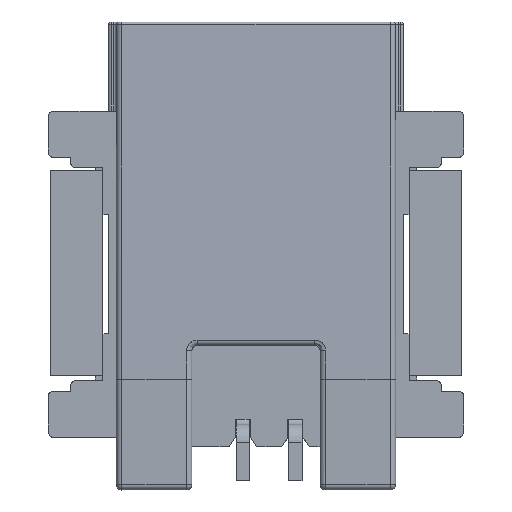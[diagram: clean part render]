
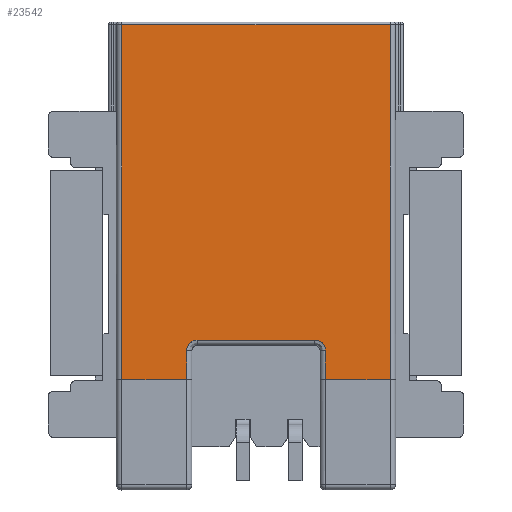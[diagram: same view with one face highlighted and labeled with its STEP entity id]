
A CAD part, front view. The second image highlights one B-rep face of the part: STEP entity #23542.
In plain terms, the highlighted planar face has unit normal (0, -1, 0.004).
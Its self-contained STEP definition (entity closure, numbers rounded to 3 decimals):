
#1892=DIRECTION('',(1.,0.,0.));
#1893=VECTOR('',#1892,10.22);
#1894=CARTESIAN_POINT('',(-5.11,-0.862,
-0.1));
#1895=LINE('',#1894,#1893);
#2579=DIRECTION('',(0.,-0.004,-1.));
#2580=VECTOR('',#2579,13.501);
#2581=CARTESIAN_POINT('',(5.11,-0.862,
-0.1));
#2582=LINE('',#2581,#2580);
#6277=DIRECTION('',(0.,0.004,1.));
#6278=VECTOR('',#6277,13.501);
#6279=CARTESIAN_POINT('',(-5.11,-0.921,
-13.6));
#6280=LINE('',#6279,#6278);
#6294=DIRECTION('',(1.,0.,0.));
#6295=VECTOR('',#6294,2.47);
#6296=CARTESIAN_POINT('',(2.64,-0.921,
-13.6));
#6297=LINE('',#6296,#6295);
#6298=DIRECTION('',(1.,0.,0.));
#6299=VECTOR('',#6298,2.47);
#6300=CARTESIAN_POINT('',(-5.11,-0.921,
-13.6));
#6301=LINE('',#6300,#6299);
#6337=DIRECTION('',(0.,0.004,1.));
#6338=VECTOR('',#6337,1.101);
#6339=CARTESIAN_POINT('',(2.64,-0.921,
-13.6));
#6340=LINE('',#6339,#6338);
#6350=CARTESIAN_POINT('',(2.64,-0.916,
-12.499));
#6351=CARTESIAN_POINT('',(2.64,-0.916,
-12.456));
#6352=CARTESIAN_POINT('',(2.627,-0.916,
-12.374));
#6353=CARTESIAN_POINT('',(2.569,-0.915,
-12.26));
#6354=CARTESIAN_POINT('',(2.479,-0.915,
-12.17));
#6355=CARTESIAN_POINT('',(2.365,-0.914,
-12.112));
#6356=CARTESIAN_POINT('',(2.283,-0.914,
-12.099));
#6357=CARTESIAN_POINT('',(2.24,-0.914,
-12.099));
#6364=DIRECTION('',(-1.,0.,0.));
#6365=VECTOR('',#6364,4.48);
#6366=CARTESIAN_POINT('',(2.24,-0.914,
-12.099));
#6367=LINE('',#6366,#6365);
#6377=CARTESIAN_POINT('',(-2.24,-0.914,
-12.099));
#6378=CARTESIAN_POINT('',(-2.283,-0.914,
-12.099));
#6379=CARTESIAN_POINT('',(-2.365,-0.914,
-12.112));
#6380=CARTESIAN_POINT('',(-2.479,-0.915,
-12.17));
#6381=CARTESIAN_POINT('',(-2.569,-0.915,
-12.26));
#6382=CARTESIAN_POINT('',(-2.627,-0.916,
-12.374));
#6383=CARTESIAN_POINT('',(-2.64,-0.916,
-12.456));
#6384=CARTESIAN_POINT('',(-2.64,-0.916,
-12.499));
#6399=DIRECTION('',(0.,-0.004,-1.));
#6400=VECTOR('',#6399,1.101);
#6401=CARTESIAN_POINT('',(-2.64,-0.916,
-12.499));
#6402=LINE('',#6401,#6400);
#10242=CARTESIAN_POINT('',(5.11,-0.921,
-13.6));
#10243=VERTEX_POINT('',#10242);
#10244=CARTESIAN_POINT('',(2.64,-0.921,
-13.6));
#10245=VERTEX_POINT('',#10244);
#10250=CARTESIAN_POINT('',(-2.64,-0.921,
-13.6));
#10251=VERTEX_POINT('',#10250);
#10252=CARTESIAN_POINT('',(-5.11,-0.921,
-13.6));
#10253=VERTEX_POINT('',#10252);
#10345=CARTESIAN_POINT('',(5.11,-0.862,
-0.1));
#10346=VERTEX_POINT('',#10345);
#10347=CARTESIAN_POINT('',(-5.11,-0.862,
-0.1));
#10348=VERTEX_POINT('',#10347);
#10349=CARTESIAN_POINT('',(-2.64,-0.916,
-12.499));
#10350=VERTEX_POINT('',#10349);
#10351=VERTEX_POINT('',#6377);
#10352=CARTESIAN_POINT('',(2.24,-0.914,
-12.099));
#10353=VERTEX_POINT('',#10352);
#10354=VERTEX_POINT('',#6350);
#23518=CARTESIAN_POINT('',(-6.605,-0.921,
-13.6));
#23519=DIRECTION('',(0.,-1.,0.004));
#23520=DIRECTION('',(0.,-0.004,-1.));
#23521=AXIS2_PLACEMENT_3D('',#23518,#23519,#23520);
#23522=PLANE('',#23521);
#23523=ORIENTED_EDGE('',*,*,#18123,.T.);
#23525=ORIENTED_EDGE('',*,*,#23524,.F.);
#23527=ORIENTED_EDGE('',*,*,#23526,.T.);
#23529=ORIENTED_EDGE('',*,*,#23528,.T.);
#23531=ORIENTED_EDGE('',*,*,#23530,.T.);
#23533=ORIENTED_EDGE('',*,*,#23532,.T.);
#23535=ORIENTED_EDGE('',*,*,#23534,.T.);
#23537=ORIENTED_EDGE('',*,*,#23536,.F.);
#23538=ORIENTED_EDGE('',*,*,#23509,.T.);
#23539=ORIENTED_EDGE('',*,*,#17187,.T.);
#23540=EDGE_LOOP('',(#23523,#23525,#23527,#23529,#23531,#23533,#23535,#23537,
#23538,#23539));
#23541=FACE_OUTER_BOUND('',#23540,.F.);
#23542=ADVANCED_FACE('',(#23541),#23522,.T.);
#6358=B_SPLINE_CURVE_WITH_KNOTS('',3,(#6350,#6351,#6352,#6353,#6354,#6355,#6356,
#6357),.UNSPECIFIED.,.F.,.F.,(4,1,1,1,1,4),(0.,0.2,0.4,0.6,0.8,1.),
.UNSPECIFIED.);
#6385=B_SPLINE_CURVE_WITH_KNOTS('',3,(#6377,#6378,#6379,#6380,#6381,#6382,#6383,
#6384),.UNSPECIFIED.,.F.,.F.,(4,1,1,1,1,4),(0.,0.2,0.4,0.6,0.8,1.),
.UNSPECIFIED.);
#17187=EDGE_CURVE('',#10348,#10346,#1895,.T.);
#18123=EDGE_CURVE('',#10346,#10243,#2582,.T.);
#23509=EDGE_CURVE('',#10253,#10348,#6280,.T.);
#23524=EDGE_CURVE('',#10245,#10243,#6297,.T.);
#23526=EDGE_CURVE('',#10245,#10354,#6340,.T.);
#23528=EDGE_CURVE('',#10354,#10353,#6358,.T.);
#23530=EDGE_CURVE('',#10353,#10351,#6367,.T.);
#23532=EDGE_CURVE('',#10351,#10350,#6385,.T.);
#23534=EDGE_CURVE('',#10350,#10251,#6402,.T.);
#23536=EDGE_CURVE('',#10253,#10251,#6301,.T.);
